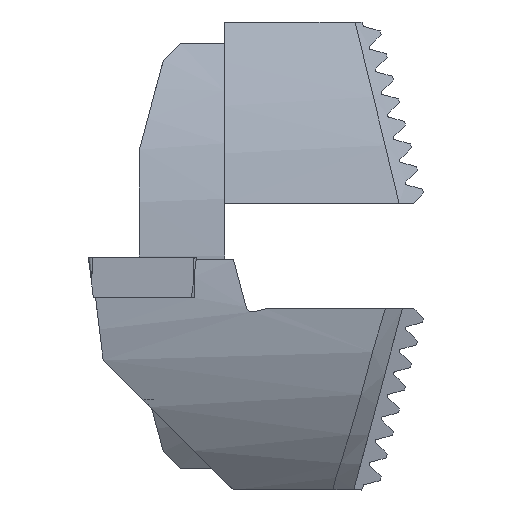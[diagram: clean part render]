
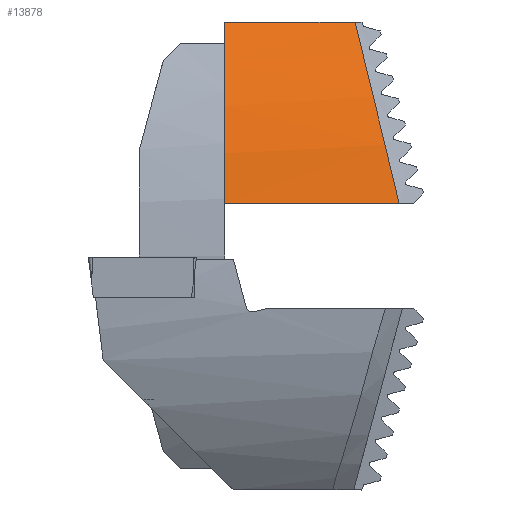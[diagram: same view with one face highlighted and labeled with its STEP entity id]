
A CAD part, left-side view. The second image highlights one B-rep face of the part: STEP entity #13878.
In plain terms, the highlighted cylindrical face has radius 40 mm (diameter 80 mm), a partial arc.
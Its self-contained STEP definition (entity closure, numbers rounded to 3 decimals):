
#370 = CARTESIAN_POINT ( 'NONE',  ( 22.558, -19.97, -2.285 ) ) ;
#542 = CARTESIAN_POINT ( 'NONE',  ( 19.763, -17.986, -10.466 ) ) ;
#602 = CARTESIAN_POINT ( 'NONE',  ( 12.447, -15.357, -21.3 ) ) ;
#1206 = ORIENTED_EDGE ( 'NONE', *, *, #8410, .T. ) ;
#1783 = EDGE_LOOP ( 'NONE', ( #6814, #1206, #7671, #14435 ) ) ;
#1961 = CARTESIAN_POINT ( 'NONE',  ( 19.462, -17.83, -11.107 ) ) ;
#2864 = AXIS2_PLACEMENT_3D ( 'NONE', #5437, #13884, #9520 ) ;
#3360 = CARTESIAN_POINT ( 'NONE',  ( 19.339, -17.769, -11.36 ) ) ;
#4696 = CARTESIAN_POINT ( 'NONE',  ( 22.917, -20.525, 0. ) ) ;
#4748 = CARTESIAN_POINT ( 'NONE',  ( 22.917, -20.525, 0. ) ) ;
#4804 = CARTESIAN_POINT ( 'NONE',  ( 19.31, -17.754, -11.42 ) ) ;
#5437 = CARTESIAN_POINT ( 'NONE',  ( -16.6, -23.9, 6.2 ) ) ;
#6050 = VERTEX_POINT ( 'NONE', #14158 ) ;
#6165 = CARTESIAN_POINT ( 'NONE',  ( 22.026, -19.461, -4.386 ) ) ;
#6217 = CARTESIAN_POINT ( 'NONE',  ( 19.302, -17.75, -11.437 ) ) ;
#6252 = DIRECTION ( 'NONE',  ( 0., 1., 0. ) ) ;
#6416 = VERTEX_POINT ( 'NONE', #12697 ) ;
#6513 = B_SPLINE_CURVE_WITH_KNOTS ( 'NONE', 3,
 ( #4748, #370, #6165, #16013, #7601, #17430, #9007, #542, #10438, #1961, #11860, #3360, #13244, #4804, #14653, #6217, #16074, #7655, #17486, #9058, #602 ),
 .UNSPECIFIED., .F., .F.,
 ( 4, 2, 2, 2, 1, 1, 1, 1, 1, 2, 2, 2, 4 ),
 ( 0., 0.25, 0.375, 0.437, 0.469, 0.484, 0.492, 0.496, 0.498, 0.499, 0.5, 0.75, 1. ),
 .UNSPECIFIED. ) ;
#6592 = CARTESIAN_POINT ( 'NONE',  ( -16.6, 0., 6.2 ) ) ;
#6814 = ORIENTED_EDGE ( 'NONE', *, *, #18202, .F. ) ;
#6938 = DIRECTION ( 'NONE',  ( 0., 1., 0. ) ) ;
#7275 = CIRCLE ( 'NONE', #10775, 40. ) ;
#7432 = LINE ( 'NONE', #11218, #18214 ) ;
#7601 = CARTESIAN_POINT ( 'NONE',  ( 20.748, -18.547, -8.153 ) ) ;
#7655 = CARTESIAN_POINT ( 'NONE',  ( 17.265, -16.842, -15.182 ) ) ;
#7671 = ORIENTED_EDGE ( 'NONE', *, *, #13097, .T. ) ;
#8018 = DIRECTION ( 'NONE',  ( 0., 0., 1. ) ) ;
#8410 = EDGE_CURVE ( 'NONE', #11954, #6050, #6513, .T. ) ;
#8730 = VERTEX_POINT ( 'NONE', #18104 ) ;
#9007 = CARTESIAN_POINT ( 'NONE',  ( 20.038, -18.134, -9.858 ) ) ;
#9058 = CARTESIAN_POINT ( 'NONE',  ( 13.719, -15.682, -19.956 ) ) ;
#9520 = DIRECTION ( 'NONE',  ( 0., 0., 1. ) ) ;
#10438 = CARTESIAN_POINT ( 'NONE',  ( 19.625, -17.913, -10.765 ) ) ;
#10503 = FACE_OUTER_BOUND ( 'NONE', #1783, .T. ) ;
#10775 = AXIS2_PLACEMENT_3D ( 'NONE', #6592, #16434, #8018 ) ;
#10829 = EDGE_CURVE ( 'NONE', #8730, #6416, #7275, .T. ) ;
#11218 = CARTESIAN_POINT ( 'NONE',  ( 22.917, -23.9, 0. ) ) ;
#11860 = CARTESIAN_POINT ( 'NONE',  ( 19.38, -17.789, -11.276 ) ) ;
#11954 = VERTEX_POINT ( 'NONE', #4696 ) ;
#12697 = CARTESIAN_POINT ( 'NONE',  ( 22.917, 0., 0. ) ) ;
#13097 = EDGE_CURVE ( 'NONE', #6050, #8730, #15582, .T. ) ;
#13244 = CARTESIAN_POINT ( 'NONE',  ( 19.319, -17.759, -11.402 ) ) ;
#13790 = CYLINDRICAL_SURFACE ( 'NONE', #2864, 40. ) ;
#13878 = ADVANCED_FACE ( 'NONE', ( #10503 ), #13790, .T. ) ;
#13884 = DIRECTION ( 'NONE',  ( 0., 1., 0. ) ) ;
#14158 = CARTESIAN_POINT ( 'NONE',  ( 12.447, -15.357, -21.3 ) ) ;
#14435 = ORIENTED_EDGE ( 'NONE', *, *, #10829, .T. ) ;
#14653 = CARTESIAN_POINT ( 'NONE',  ( 19.304, -17.751, -11.432 ) ) ;
#14683 = CARTESIAN_POINT ( 'NONE',  ( 12.447, -23.9, -21.3 ) ) ;
#15582 = LINE ( 'NONE', #14683, #16444 ) ;
#16013 = CARTESIAN_POINT ( 'NONE',  ( 21.085, -18.767, -7.248 ) ) ;
#16074 = CARTESIAN_POINT ( 'NONE',  ( 18.343, -17.277, -13.388 ) ) ;
#16434 = DIRECTION ( 'NONE',  ( 0., -1., 0. ) ) ;
#16444 = VECTOR ( 'NONE', #6252, 1000. ) ;
#17430 = CARTESIAN_POINT ( 'NONE',  ( 20.218, -18.235, -9.44 ) ) ;
#17486 = CARTESIAN_POINT ( 'NONE',  ( 14.953, -16.044, -18.467 ) ) ;
#18104 = CARTESIAN_POINT ( 'NONE',  ( 12.447, 0., -21.3 ) ) ;
#18202 = EDGE_CURVE ( 'NONE', #11954, #6416, #7432, .T. ) ;
#18214 = VECTOR ( 'NONE', #6938, 1000. ) ;
